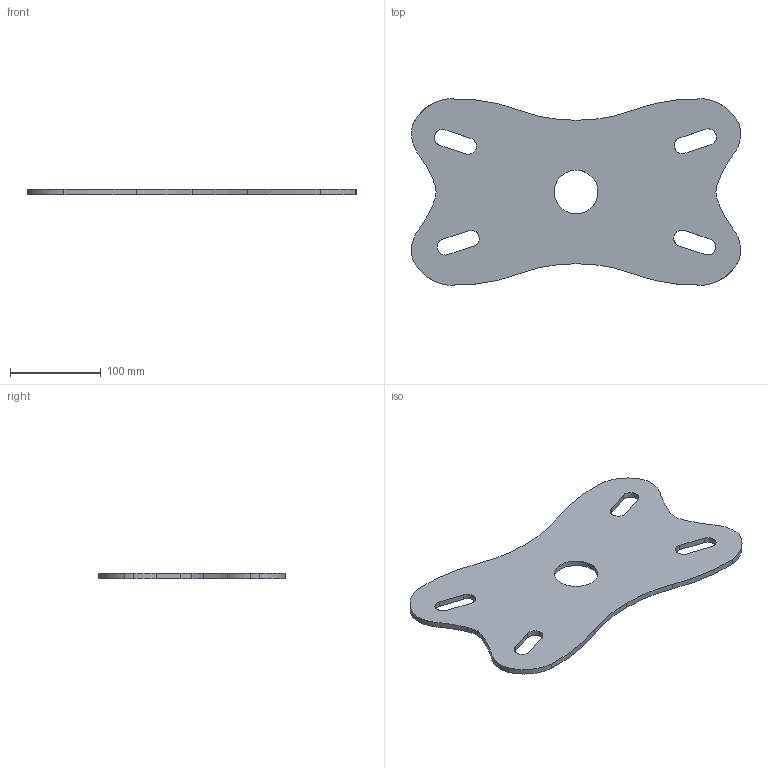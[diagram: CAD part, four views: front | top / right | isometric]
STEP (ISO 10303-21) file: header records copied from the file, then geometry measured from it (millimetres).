
FILE_DESCRIPTION (( 'STEP AP203' ), '1' );
FILE_NAME ('mandUD-Hekimhan Madencilik_ergünler_3028papatya.IGS_Default_sldprt.STEP', '2023-01-17T08:19:06', ( '' ), ( '' ), 'SwSTEP 2.0', 'SolidWorks 2019', '' );
FILE_SCHEMA (( 'CONFIG_CONTROL_DESIGN' ));
Length unit declared in the file: millimetre
Products named in the file (1): mandUD-Hekimhan Madencilik_ergünler_3028papatya.IGS_Default_sldprt
Bounding box: 362.23 x 205.16 x 6 mm (x, y, z)
Volume: 348996.3 mm3; surface area: 126644.7 mm2
Topology: 1 solids, 1 shells, 50 faces, 144 edges, 96 vertices
Faces by surface type: bspline 50
Entity records: 2227 total; most frequent: CARTESIAN_POINT 1333, ORIENTED_EDGE 288, EDGE_CURVE 144, B_SPLINE_CURVE_WITH_KNOTS 102, VERTEX_POINT 96, EDGE_LOOP 60, ADVANCED_FACE 50, FACE_OUTER_BOUND 50
